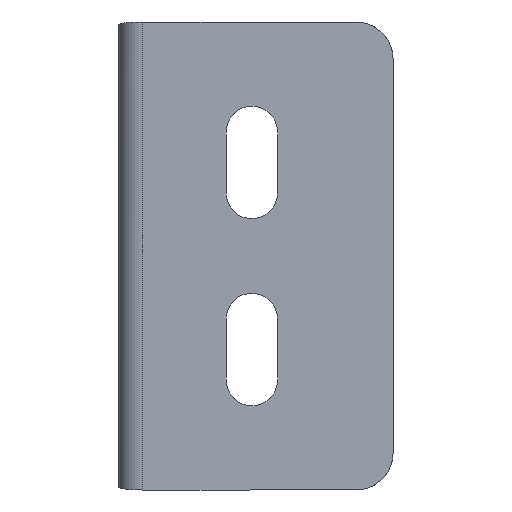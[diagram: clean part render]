
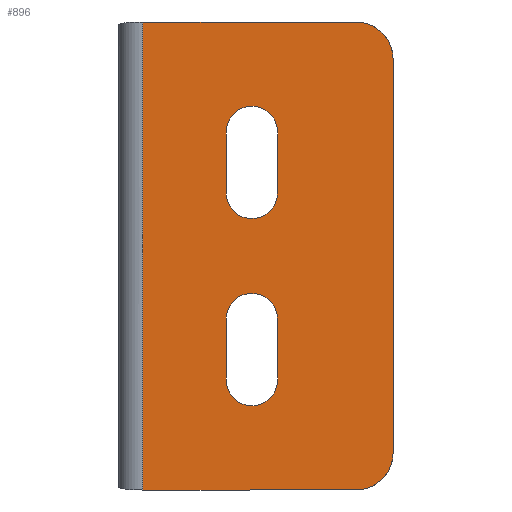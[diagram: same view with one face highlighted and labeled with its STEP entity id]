
A CAD part, front view. The second image highlights one B-rep face of the part: STEP entity #896.
In plain terms, the highlighted planar face has unit normal (0, -1, 0).
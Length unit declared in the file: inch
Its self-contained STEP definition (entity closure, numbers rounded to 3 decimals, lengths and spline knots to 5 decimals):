
#14 = CARTESIAN_POINT ( 'NONE',  ( 0.45079, -1.65354, -0.26575 ) ) ;
#20 = VECTOR ( 'NONE', #1207, 39.37008 ) ;
#23 = ORIENTED_EDGE ( 'NONE', *, *, #68, .F. ) ;
#26 = DIRECTION ( 'NONE',  ( 0., -1., 0. ) ) ;
#34 = DIRECTION ( 'NONE',  ( 0., 0., -1. ) ) ;
#40 = AXIS2_PLACEMENT_3D ( 'NONE', #154, #739, #462 ) ;
#42 = VERTEX_POINT ( 'NONE', #166 ) ;
#48 = VERTEX_POINT ( 'NONE', #63 ) ;
#49 = CARTESIAN_POINT ( 'NONE',  ( 0.55906, -1.65354, -0.26575 ) ) ;
#51 = DIRECTION ( 'NONE',  ( 0., 0., 1. ) ) ;
#59 = CARTESIAN_POINT ( 'NONE',  ( 0.10039, -1.65354, 0.98425 ) ) ;
#63 = CARTESIAN_POINT ( 'NONE',  ( 1.15354, -1.65354, -0.82677 ) ) ;
#68 = EDGE_CURVE ( 'NONE', #42, #1109, #616, .T. ) ;
#75 = AXIS2_PLACEMENT_3D ( 'NONE', #521, #26, #420 ) ;
#86 = PLANE ( 'NONE',  #1050 ) ;
#93 = ORIENTED_EDGE ( 'NONE', *, *, #310, .T. ) ;
#96 = AXIS2_PLACEMENT_3D ( 'NONE', #535, #143, #1038 ) ;
#143 = DIRECTION ( 'NONE',  ( 0., 1., 0. ) ) ;
#154 = CARTESIAN_POINT ( 'NONE',  ( 0.55906, -1.65354, 0.26575 ) ) ;
#156 = CIRCLE ( 'NONE', #386, 0.10827 ) ;
#157 = LINE ( 'NONE', #840, #263 ) ;
#166 = CARTESIAN_POINT ( 'NONE',  ( 0.55906, -1.65354, 0.15748 ) ) ;
#173 = CARTESIAN_POINT ( 'NONE',  ( 1.15354, -1.65354, 0.98425 ) ) ;
#179 = AXIS2_PLACEMENT_3D ( 'NONE', #1249, #1035, #451 ) ;
#195 = EDGE_LOOP ( 'NONE', ( #557, #760, #1094, #251, #448 ) ) ;
#203 = ORIENTED_EDGE ( 'NONE', *, *, #227, .F. ) ;
#204 = EDGE_CURVE ( 'NONE', #1059, #1200, #486, .T. ) ;
#227 = EDGE_CURVE ( 'NONE', #472, #1166, #469, .T. ) ;
#240 = AXIS2_PLACEMENT_3D ( 'NONE', #1081, #1268, #1069 ) ;
#251 = ORIENTED_EDGE ( 'NONE', *, *, #1044, .F. ) ;
#261 = CARTESIAN_POINT ( 'NONE',  ( 0.66732, -1.65354, 0.98425 ) ) ;
#263 = VECTOR ( 'NONE', #740, 39.37008 ) ;
#285 = ORIENTED_EDGE ( 'NONE', *, *, #717, .F. ) ;
#299 = EDGE_CURVE ( 'NONE', #314, #951, #481, .T. ) ;
#310 = EDGE_CURVE ( 'NONE', #472, #496, #1275, .T. ) ;
#314 = VERTEX_POINT ( 'NONE', #518 ) ;
#323 = VERTEX_POINT ( 'NONE', #333 ) ;
#332 = ORIENTED_EDGE ( 'NONE', *, *, #204, .F. ) ;
#333 = CARTESIAN_POINT ( 'NONE',  ( 0.66732, -1.65354, -0.26575 ) ) ;
#344 = CARTESIAN_POINT ( 'NONE',  ( 0.66732, -1.65354, 0.26575 ) ) ;
#364 = VECTOR ( 'NONE', #870, 39.37008 ) ;
#368 = VECTOR ( 'NONE', #838, 39.37008 ) ;
#371 = CARTESIAN_POINT ( 'NONE',  ( 0.45079, -1.65354, 0.26575 ) ) ;
#373 = VERTEX_POINT ( 'NONE', #1209 ) ;
#386 = AXIS2_PLACEMENT_3D ( 'NONE', #49, #1140, #1051 ) ;
#392 = FACE_BOUND ( 'NONE', #1056, .T. ) ;
#402 = EDGE_CURVE ( 'NONE', #373, #1059, #1280, .T. ) ;
#420 = DIRECTION ( 'NONE',  ( 0., 0., -1. ) ) ;
#448 = ORIENTED_EDGE ( 'NONE', *, *, #556, .F. ) ;
#450 = AXIS2_PLACEMENT_3D ( 'NONE', #958, #529, #1226 ) ;
#451 = DIRECTION ( 'NONE',  ( 0., 0., -1. ) ) ;
#462 = DIRECTION ( 'NONE',  ( 0., 0., -1. ) ) ;
#469 = CIRCLE ( 'NONE', #240, 0.15748 ) ;
#472 = VERTEX_POINT ( 'NONE', #745 ) ;
#480 = EDGE_LOOP ( 'NONE', ( #868, #673, #285, #203, #93, #517 ) ) ;
#481 = LINE ( 'NONE', #1061, #1089 ) ;
#484 = ORIENTED_EDGE ( 'NONE', *, *, #1128, .F. ) ;
#486 = LINE ( 'NONE', #1076, #364 ) ;
#496 = VERTEX_POINT ( 'NONE', #946 ) ;
#497 = EDGE_CURVE ( 'NONE', #323, #667, #156, .T. ) ;
#517 = ORIENTED_EDGE ( 'NONE', *, *, #1135, .F. ) ;
#518 = CARTESIAN_POINT ( 'NONE',  ( 0.10039, -1.65354, -0.98425 ) ) ;
#521 = CARTESIAN_POINT ( 'NONE',  ( 0.55906, -1.65354, -0.52165 ) ) ;
#529 = DIRECTION ( 'NONE',  ( 0., -1., 0. ) ) ;
#532 = EDGE_CURVE ( 'NONE', #48, #951, #907, .T. ) ;
#535 = CARTESIAN_POINT ( 'NONE',  ( 0.99606, -1.65354, -0.82677 ) ) ;
#554 = CARTESIAN_POINT ( 'NONE',  ( 0.66732, -1.65354, -0.52165 ) ) ;
#556 = EDGE_CURVE ( 'NONE', #667, #724, #920, .T. ) ;
#557 = ORIENTED_EDGE ( 'NONE', *, *, #497, .F. ) ;
#576 = FACE_OUTER_BOUND ( 'NONE', #480, .T. ) ;
#587 = EDGE_CURVE ( 'NONE', #1109, #373, #1031, .T. ) ;
#611 = CARTESIAN_POINT ( 'NONE',  ( 0.55906, -1.65354, 0.52165 ) ) ;
#616 = CIRCLE ( 'NONE', #450, 0.10827 ) ;
#650 = LINE ( 'NONE', #261, #368 ) ;
#667 = VERTEX_POINT ( 'NONE', #14 ) ;
#673 = ORIENTED_EDGE ( 'NONE', *, *, #532, .F. ) ;
#684 = FACE_BOUND ( 'NONE', #195, .T. ) ;
#691 = ORIENTED_EDGE ( 'NONE', *, *, #402, .F. ) ;
#717 = EDGE_CURVE ( 'NONE', #1166, #48, #157, .T. ) ;
#724 = VERTEX_POINT ( 'NONE', #1239 ) ;
#739 = DIRECTION ( 'NONE',  ( 0., -1., 0. ) ) ;
#740 = DIRECTION ( 'NONE',  ( 0., 0., -1. ) ) ;
#745 = CARTESIAN_POINT ( 'NONE',  ( 0.99606, -1.65354, 0.98425 ) ) ;
#760 = ORIENTED_EDGE ( 'NONE', *, *, #1145, .F. ) ;
#770 = ORIENTED_EDGE ( 'NONE', *, *, #587, .F. ) ;
#780 = DIRECTION ( 'NONE',  ( 0., 0., 1. ) ) ;
#783 = DIRECTION ( 'NONE',  ( -1., 0., 0. ) ) ;
#791 = CARTESIAN_POINT ( 'NONE',  ( 0.10039, -1.65354, 0.98425 ) ) ;
#799 = VECTOR ( 'NONE', #51, 39.37008 ) ;
#838 = DIRECTION ( 'NONE',  ( 0., 0., 1. ) ) ;
#840 = CARTESIAN_POINT ( 'NONE',  ( 1.15354, -1.65354, 0.98425 ) ) ;
#845 = CARTESIAN_POINT ( 'NONE',  ( 1.15354, -1.65354, 0.82677 ) ) ;
#853 = VERTEX_POINT ( 'NONE', #887 ) ;
#868 = ORIENTED_EDGE ( 'NONE', *, *, #299, .T. ) ;
#870 = DIRECTION ( 'NONE',  ( 0., 0., -1. ) ) ;
#876 = DIRECTION ( 'NONE',  ( 1., 0., 0. ) ) ;
#887 = CARTESIAN_POINT ( 'NONE',  ( 0.55906, -1.65354, -0.62992 ) ) ;
#893 = DIRECTION ( 'NONE',  ( 0., 1., 0. ) ) ;
#896 = ADVANCED_FACE ( 'NONE', ( #684, #392, #576 ), #86, .F. ) ;
#907 = CIRCLE ( 'NONE', #96, 0.15748 ) ;
#908 = CIRCLE ( 'NONE', #75, 0.10827 ) ;
#920 = LINE ( 'NONE', #1010, #1177 ) ;
#946 = CARTESIAN_POINT ( 'NONE',  ( 0.10039, -1.65354, 0.98425 ) ) ;
#951 = VERTEX_POINT ( 'NONE', #1218 ) ;
#958 = CARTESIAN_POINT ( 'NONE',  ( 0.55906, -1.65354, 0.26575 ) ) ;
#969 = CIRCLE ( 'NONE', #179, 0.10827 ) ;
#1010 = CARTESIAN_POINT ( 'NONE',  ( 0.45079, -1.65354, 0.98425 ) ) ;
#1019 = DIRECTION ( 'NONE',  ( 0., 0., -1. ) ) ;
#1027 = CARTESIAN_POINT ( 'NONE',  ( 0.45079, -1.65354, 0.52165 ) ) ;
#1031 = LINE ( 'NONE', #1213, #20 ) ;
#1035 = DIRECTION ( 'NONE',  ( 0., -1., 0. ) ) ;
#1038 = DIRECTION ( 'NONE',  ( 0., 0., -1. ) ) ;
#1044 = EDGE_CURVE ( 'NONE', #724, #853, #908, .T. ) ;
#1050 = AXIS2_PLACEMENT_3D ( 'NONE', #791, #893, #780 ) ;
#1051 = DIRECTION ( 'NONE',  ( 0., 0., -1. ) ) ;
#1056 = EDGE_LOOP ( 'NONE', ( #691, #770, #23, #484, #332 ) ) ;
#1059 = VERTEX_POINT ( 'NONE', #1027 ) ;
#1061 = CARTESIAN_POINT ( 'NONE',  ( 1.15354, -1.65354, -0.98425 ) ) ;
#1069 = DIRECTION ( 'NONE',  ( 0., 0., -1. ) ) ;
#1076 = CARTESIAN_POINT ( 'NONE',  ( 0.45079, -1.65354, 0.98425 ) ) ;
#1081 = CARTESIAN_POINT ( 'NONE',  ( 0.99606, -1.65354, 0.82677 ) ) ;
#1089 = VECTOR ( 'NONE', #876, 39.37008 ) ;
#1094 = ORIENTED_EDGE ( 'NONE', *, *, #1150, .F. ) ;
#1109 = VERTEX_POINT ( 'NONE', #344 ) ;
#1119 = DIRECTION ( 'NONE',  ( 0., -1., 0. ) ) ;
#1128 = EDGE_CURVE ( 'NONE', #1200, #42, #1197, .T. ) ;
#1131 = VERTEX_POINT ( 'NONE', #554 ) ;
#1135 = EDGE_CURVE ( 'NONE', #314, #496, #1254, .T. ) ;
#1140 = DIRECTION ( 'NONE',  ( 0., -1., 0. ) ) ;
#1145 = EDGE_CURVE ( 'NONE', #1131, #323, #650, .T. ) ;
#1150 = EDGE_CURVE ( 'NONE', #853, #1131, #969, .T. ) ;
#1166 = VERTEX_POINT ( 'NONE', #845 ) ;
#1177 = VECTOR ( 'NONE', #34, 39.37008 ) ;
#1197 = CIRCLE ( 'NONE', #40, 0.10827 ) ;
#1200 = VERTEX_POINT ( 'NONE', #371 ) ;
#1207 = DIRECTION ( 'NONE',  ( 0., 0., 1. ) ) ;
#1209 = CARTESIAN_POINT ( 'NONE',  ( 0.66732, -1.65354, 0.52165 ) ) ;
#1213 = CARTESIAN_POINT ( 'NONE',  ( 0.66732, -1.65354, 0.98425 ) ) ;
#1217 = VECTOR ( 'NONE', #783, 39.37008 ) ;
#1218 = CARTESIAN_POINT ( 'NONE',  ( 0.99606, -1.65354, -0.98425 ) ) ;
#1226 = DIRECTION ( 'NONE',  ( 0., 0., -1. ) ) ;
#1239 = CARTESIAN_POINT ( 'NONE',  ( 0.45079, -1.65354, -0.52165 ) ) ;
#1249 = CARTESIAN_POINT ( 'NONE',  ( 0.55906, -1.65354, -0.52165 ) ) ;
#1254 = LINE ( 'NONE', #59, #799 ) ;
#1258 = AXIS2_PLACEMENT_3D ( 'NONE', #611, #1119, #1019 ) ;
#1268 = DIRECTION ( 'NONE',  ( 0., 1., 0. ) ) ;
#1275 = LINE ( 'NONE', #173, #1217 ) ;
#1280 = CIRCLE ( 'NONE', #1258, 0.10827 ) ;
